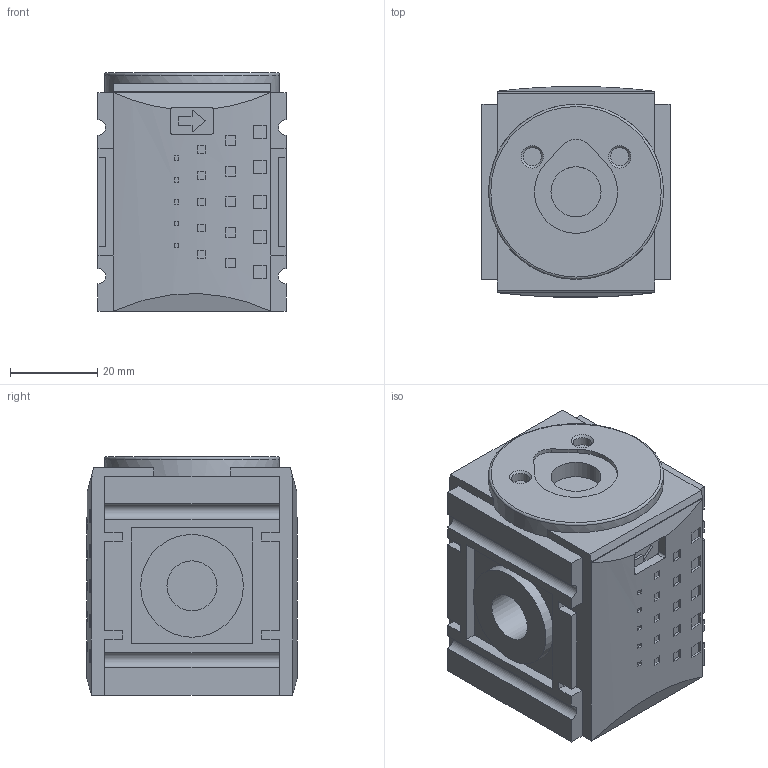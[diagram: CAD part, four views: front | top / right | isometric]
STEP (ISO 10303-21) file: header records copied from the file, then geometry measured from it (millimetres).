
FILE_DESCRIPTION((''),'2;1');
FILE_NAME('KDIS-014.stp','2010-03-02T13:51:35',('DDruske'),(''),'Autodesk Inventor 2009','Autodesk Inventor 2009','');
FILE_SCHEMA(('AUTOMOTIVE_DESIGN { 1 0 10303 214 1 1 1 1 }'));
Length unit declared in the file: millimetre
Products named in the file (1): Bauteil2
Bounding box: 43 x 48.16 x 54.5 mm (x, y, z)
Volume: 96284.1 mm3; surface area: 19428.2 mm2
Topology: 1 solids, 2 shells, 346 faces, 856 edges, 568 vertices
Faces by surface type: plane 241, cylinder 63, bspline 36, cone 5, torus 1
Full cylindrical faces by diameter (mm): 8.4 x1, 11.445 x2, 18 x1, 23.5 x1, 37.5 x1, 40 x1
Entity records: 10605 total; most frequent: CARTESIAN_POINT 1969, DIRECTION 1674, ORIENTED_EDGE 1666, EDGE_CURVE 833, VECTOR 598, LINE 598, VERTEX_POINT 563, AXIS2_PLACEMENT_3D 538
